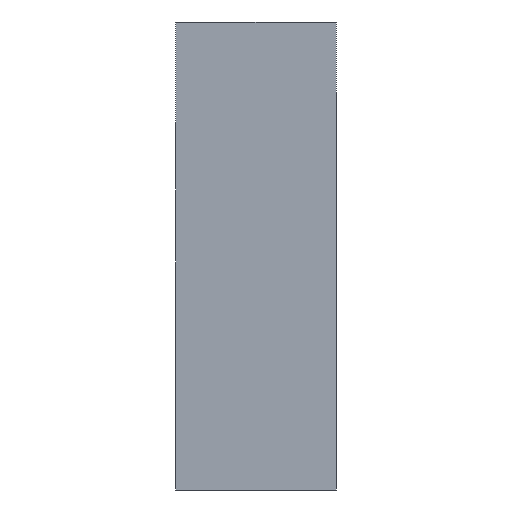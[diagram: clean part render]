
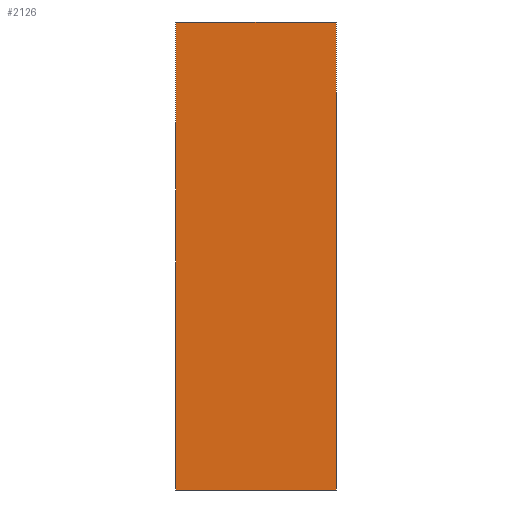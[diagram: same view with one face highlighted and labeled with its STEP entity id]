
A CAD part, front view. The second image highlights one B-rep face of the part: STEP entity #2126.
In plain terms, the highlighted planar face has unit normal (0, -1, 0).
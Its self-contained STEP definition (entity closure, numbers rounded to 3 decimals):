
#740 = DIRECTION ( 'NONE',  ( 1., 0., 0. ) ) ;
#916 = LINE ( 'NONE', #3764, #3930 ) ;
#1067 = CARTESIAN_POINT ( 'NONE',  ( -8.5, -42.5, 0. ) ) ;
#1260 = PLANE ( 'NONE',  #3017 ) ;
#1337 = EDGE_CURVE ( 'NONE', #3765, #2853, #916, .T. ) ;
#1438 = ORIENTED_EDGE ( 'NONE', *, *, #3735, .F. ) ;
#1635 = ORIENTED_EDGE ( 'NONE', *, *, #1337, .F. ) ;
#1712 = VERTEX_POINT ( 'NONE', #2909 ) ;
#1804 = ORIENTED_EDGE ( 'NONE', *, *, #3428, .T. ) ;
#1917 = DIRECTION ( 'NONE',  ( 0., 0., 1. ) ) ;
#2126 = ADVANCED_FACE ( 'NONE', ( #2200 ), #1260, .F. ) ;
#2164 = VECTOR ( 'NONE', #3744, 1000. ) ;
#2195 = LINE ( 'NONE', #3701, #2164 ) ;
#2200 = FACE_OUTER_BOUND ( 'NONE', #2754, .T. ) ;
#2286 = LINE ( 'NONE', #1067, #3668 ) ;
#2315 = VECTOR ( 'NONE', #3351, 1000. ) ;
#2527 = CARTESIAN_POINT ( 'NONE',  ( -8.5, -42.5, 49.5 ) ) ;
#2548 = VERTEX_POINT ( 'NONE', #3467 ) ;
#2734 = CARTESIAN_POINT ( 'NONE',  ( 8.5, -42.5, 49.5 ) ) ;
#2752 = CARTESIAN_POINT ( 'NONE',  ( -8.5, -42.5, 49.5 ) ) ;
#2754 = EDGE_LOOP ( 'NONE', ( #1804, #1438, #1635, #3170 ) ) ;
#2853 = VERTEX_POINT ( 'NONE', #2734 ) ;
#2889 = EDGE_CURVE ( 'NONE', #3765, #1712, #3041, .T. ) ;
#2909 = CARTESIAN_POINT ( 'NONE',  ( -8.5, -42.5, 0. ) ) ;
#3017 = AXIS2_PLACEMENT_3D ( 'NONE', #2527, #3656, #1917 ) ;
#3041 = LINE ( 'NONE', #2752, #2315 ) ;
#3053 = DIRECTION ( 'NONE',  ( 1., 0., 0. ) ) ;
#3170 = ORIENTED_EDGE ( 'NONE', *, *, #2889, .T. ) ;
#3351 = DIRECTION ( 'NONE',  ( 0., 0., -1. ) ) ;
#3428 = EDGE_CURVE ( 'NONE', #1712, #2548, #2286, .T. ) ;
#3450 = CARTESIAN_POINT ( 'NONE',  ( -8.5, -42.5, 49.5 ) ) ;
#3467 = CARTESIAN_POINT ( 'NONE',  ( 8.5, -42.5, 0. ) ) ;
#3656 = DIRECTION ( 'NONE',  ( 0., 1., 0. ) ) ;
#3668 = VECTOR ( 'NONE', #740, 1000. ) ;
#3701 = CARTESIAN_POINT ( 'NONE',  ( 8.5, -42.5, 49.5 ) ) ;
#3735 = EDGE_CURVE ( 'NONE', #2853, #2548, #2195, .T. ) ;
#3744 = DIRECTION ( 'NONE',  ( 0., 0., -1. ) ) ;
#3764 = CARTESIAN_POINT ( 'NONE',  ( -8.5, -42.5, 49.5 ) ) ;
#3765 = VERTEX_POINT ( 'NONE', #3450 ) ;
#3930 = VECTOR ( 'NONE', #3053, 1000. ) ;
